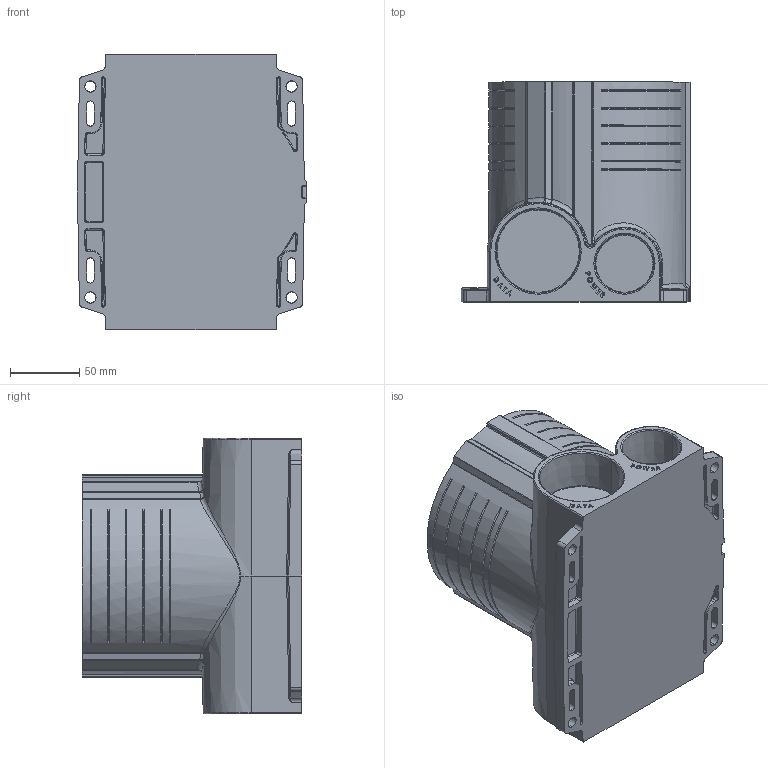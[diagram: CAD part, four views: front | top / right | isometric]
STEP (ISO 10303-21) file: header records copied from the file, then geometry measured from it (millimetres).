
FILE_DESCRIPTION (( 'STEP AP214' ), '1' );
FILE_NAME ('FBBOX-MARKETING.STEP', '2018-10-05T02:07:59', ( '' ), ( '' ), 'SwSTEP 2.0', 'SolidWorks 2017', '' );
FILE_SCHEMA (( 'AUTOMOTIVE_DESIGN' ));
Length unit declared in the file: inch
Products named in the file (1): FBBOX-MARKETING
Bounding box: 165.49 x 158.75 x 199.23 mm (x, y, z)
Volume: 2917335.2 mm3; surface area: 173259.5 mm2
Topology: 1 solids, 1 shells, 1018 faces, 2603 edges, 1668 vertices
Faces by surface type: plane 436, bspline 331, cylinder 144, cone 79, torus 24, sphere 4
Entity records: 46426 total; most frequent: CARTESIAN_POINT 24368, ORIENTED_EDGE 5182, DIRECTION 3523, EDGE_CURVE 2591, VERTEX_POINT 1668, LINE 1377, VECTOR 1377, EDGE_LOOP 1127
